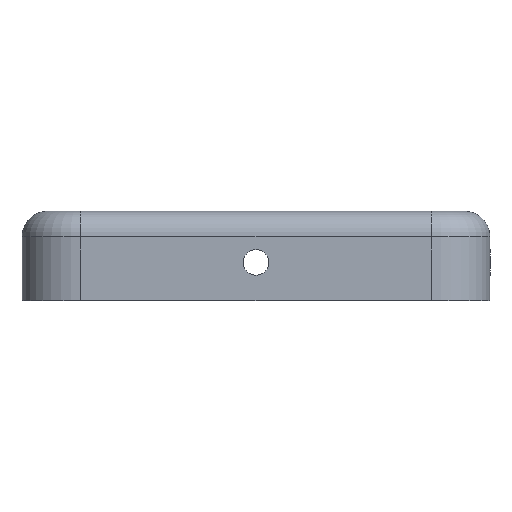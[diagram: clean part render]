
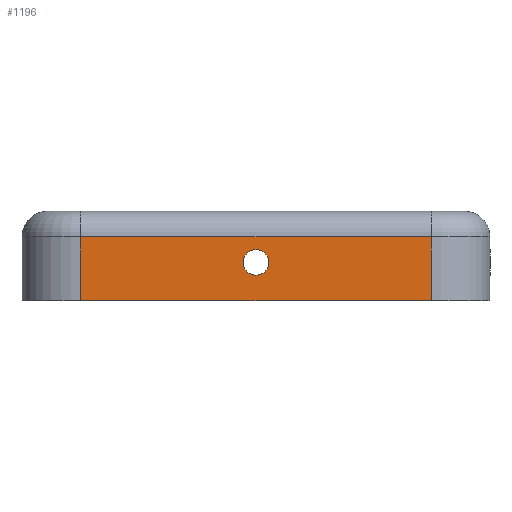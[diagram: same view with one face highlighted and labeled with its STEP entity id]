
A CAD part, left-side view. The second image highlights one B-rep face of the part: STEP entity #1196.
In plain terms, the highlighted face is planar.
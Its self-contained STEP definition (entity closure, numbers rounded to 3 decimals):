
#32=LINE('',#1787,#120);
#58=LINE('',#1889,#146);
#108=LINE('',#2072,#196);
#114=LINE('',#2096,#202);
#120=VECTOR('',#1397,1000.);
#146=VECTOR('',#1485,1000.);
#196=VECTOR('',#1677,1000.);
#202=VECTOR('',#1717,1000.);
#224=PLANE('',#1359);
#500=ORIENTED_EDGE('',*,*,#596,.F.);
#501=ORIENTED_EDGE('',*,*,#577,.T.);
#502=ORIENTED_EDGE('',*,*,#624,.F.);
#503=ORIENTED_EDGE('',*,*,#723,.F.);
#504=ORIENTED_EDGE('',*,*,#734,.T.);
#577=EDGE_CURVE('',#749,#750,#32,.T.);
#596=EDGE_CURVE('',#768,#768,#872,.T.);
#624=EDGE_CURVE('',#793,#750,#58,.T.);
#723=EDGE_CURVE('',#829,#793,#108,.T.);
#734=EDGE_CURVE('',#829,#749,#114,.T.);
#749=VERTEX_POINT('',#1788);
#750=VERTEX_POINT('',#1789);
#768=VERTEX_POINT('',#1828);
#793=VERTEX_POINT('',#1888);
#829=VERTEX_POINT('',#1983);
#872=CIRCLE('',#1249,0.5);
#1006=EDGE_LOOP('',(#500));
#1007=EDGE_LOOP('',(#501,#502,#503,#504));
#1090=FACE_BOUND('',#1006,.T.);
#1091=FACE_BOUND('',#1007,.T.);
#1196=ADVANCED_FACE('',(#1090,#1091),#224,.T.);
#1249=AXIS2_PLACEMENT_3D('',#1827,#1431,#1432);
#1359=AXIS2_PLACEMENT_3D('',#2101,#1726,#1727);
#1397=DIRECTION('',(1.,0.,0.));
#1431=DIRECTION('',(0.,0.,1.));
#1432=DIRECTION('',(1.,0.,0.));
#1485=DIRECTION('',(0.,-1.,0.));
#1677=DIRECTION('',(1.,0.,0.));
#1717=DIRECTION('',(0.,-1.,0.));
#1726=DIRECTION('',(0.,0.,1.));
#1727=DIRECTION('',(1.,0.,0.));
#1787=CARTESIAN_POINT('',(-6.85,-3.5,9.65));
#1788=CARTESIAN_POINT('',(-6.85,-3.5,9.65));
#1789=CARTESIAN_POINT('',(6.85,-3.5,9.65));
#1827=CARTESIAN_POINT('',(0.,-2.,9.65));
#1828=CARTESIAN_POINT('',(0.5,-2.,9.65));
#1888=CARTESIAN_POINT('',(6.85,-1.,9.65));
#1889=CARTESIAN_POINT('',(6.85,0.,9.65));
#1983=CARTESIAN_POINT('',(-6.85,-1.,9.65));
#2072=CARTESIAN_POINT('',(-6.85,-1.,9.65));
#2096=CARTESIAN_POINT('',(-6.85,0.,9.65));
#2101=CARTESIAN_POINT('',(-6.85,0.,9.65));
